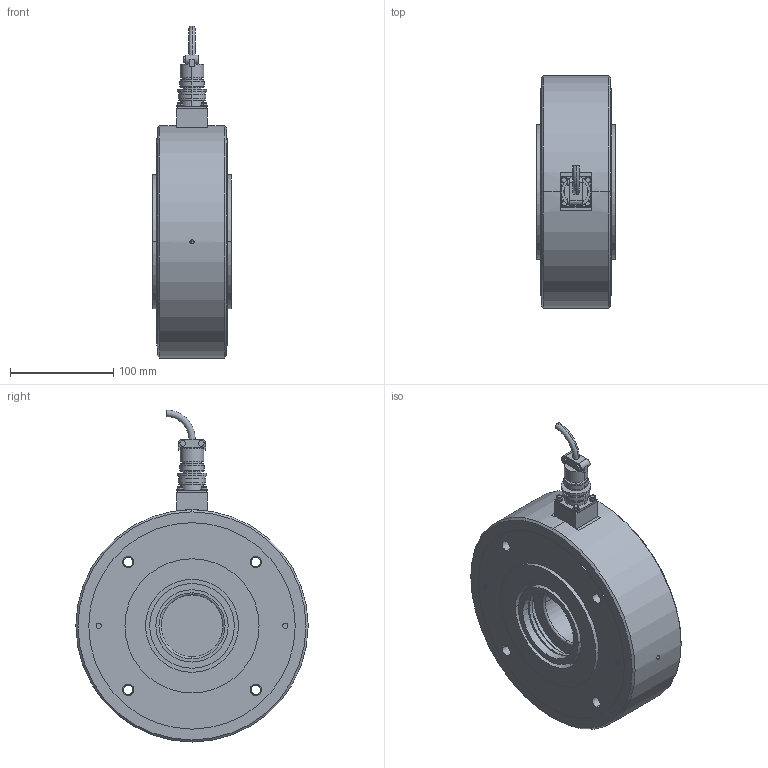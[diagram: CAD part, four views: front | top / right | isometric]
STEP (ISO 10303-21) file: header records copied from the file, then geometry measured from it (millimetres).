
FILE_DESCRIPTION((''),'2;1');
FILE_NAME('50036.stp','2007-03-15T10:16:18',(''),(''),'Mechanical Desktop 2007','Mechanical Desktop 2007',', , ');
FILE_SCHEMA(('CONFIG_CONTROL_DESIGN'));
Length unit declared in the file: millimetre
Products named in the file (25): L50036; L4765504; TEIL1AAA; L49151; TEIL1AA; L49026; TEIL1A; I-6KT_SCHRAUBE_M6X60; I-6KT_SCHRAUBE_M6X60A; I-6KT_SCHRAUBE_M3X25A; I-6KT_SCHRAUBE_M3X25; FEDERRING_M3; FEDERRING_M3A; V_RING_V70A; V_RING_V70AA; FLANSCHDOSE_14S-2P_4-POLIGA; FLANSCHDOSE_14S-2P_4-POLIG; SICHERUNGSRING_J110; L4340402; TEIL1; L49258; TEIL1AAAA; PENDELKUGELLAGER_2212TVA; PENDELKUGELLAGER_2212TV; RM_SDB
Assembly tree (34 placements, depth 3):
  L50036
    L4765504
      TEIL1AAA
    L49151
      TEIL1AA
    L49026
      TEIL1A
    I-6KT_SCHRAUBE_M6X60  x2
      I-6KT_SCHRAUBE_M6X60A
    I-6KT_SCHRAUBE_M3X25A  x4
      I-6KT_SCHRAUBE_M3X25
    FEDERRING_M3  x4
      FEDERRING_M3A
    V_RING_V70A
      V_RING_V70AA
    FLANSCHDOSE_14S-2P_4-POLIGA
      FLANSCHDOSE_14S-2P_4-POLIG
    SICHERUNGSRING_J110
    L4340402  x2
      TEIL1
    L49258
      TEIL1AAAA
    PENDELKUGELLAGER_2212TVA
      PENDELKUGELLAGER_2212TV
    RM_SDB  x3
Bounding box: 75.9 x 225 x 321.65 mm (x, y, z)
Volume: 2377983 mm3; surface area: 391814.2 mm2
Topology: 20 solids, 20 shells, 400 faces, 939 edges, 621 vertices
Faces by surface type: cylinder 232, plane 112, cone 32, torus 22, bspline 2
Entity records: 10114 total; most frequent: DIRECTION 1877, CARTESIAN_POINT 1805, ORIENTED_EDGE 1470, AXIS2_PLACEMENT_3D 799, EDGE_CURVE 735, VERTEX_POINT 487, CIRCLE 452, EDGE_LOOP 436
